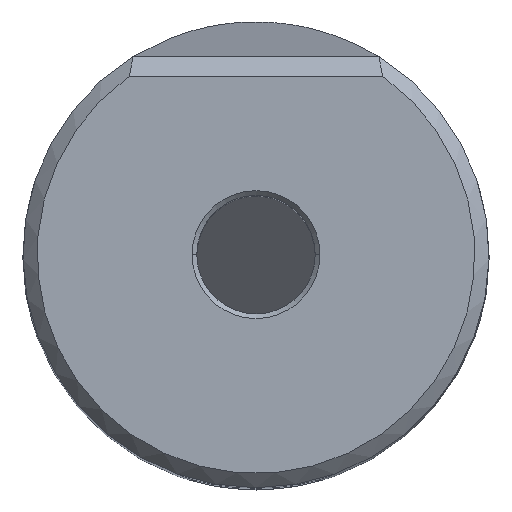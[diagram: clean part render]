
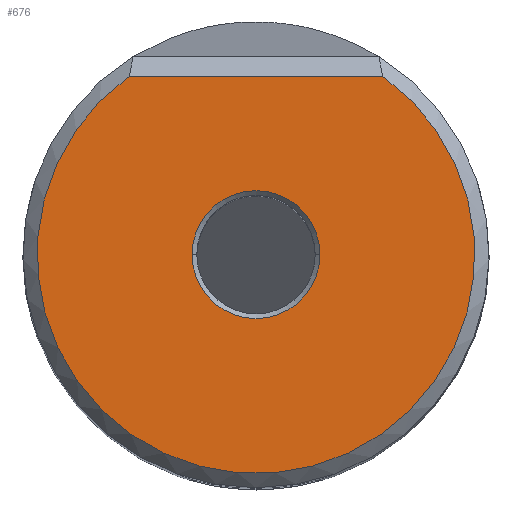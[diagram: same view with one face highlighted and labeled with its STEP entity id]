
A CAD part, top view. The second image highlights one B-rep face of the part: STEP entity #676.
In plain terms, the highlighted planar face has unit normal (0, 0, 1).
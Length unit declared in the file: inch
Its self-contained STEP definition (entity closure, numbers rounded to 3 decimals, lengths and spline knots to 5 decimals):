
#36 = CARTESIAN_POINT ( 'NONE',  ( 0.26749, 0.37684, 0. ) ) ;
#76 = CIRCLE ( 'NONE', #285, 0.135 ) ;
#78 = DIRECTION ( 'NONE',  ( 0., 0., -1. ) ) ;
#90 = CARTESIAN_POINT ( 'NONE',  ( -0.135, 0., 0. ) ) ;
#110 = CIRCLE ( 'NONE', #143, 0.46213 ) ;
#143 = AXIS2_PLACEMENT_3D ( 'NONE', #165, #665, #355 ) ;
#157 = DIRECTION ( 'NONE',  ( 0., 0., -1. ) ) ;
#165 = CARTESIAN_POINT ( 'NONE',  ( 0., 0., 0. ) ) ;
#226 = CARTESIAN_POINT ( 'NONE',  ( 0., 0., 0. ) ) ;
#232 = VECTOR ( 'NONE', #247, 39.37008 ) ;
#233 = DIRECTION ( 'NONE',  ( 0., -1., 0. ) ) ;
#242 = FACE_OUTER_BOUND ( 'NONE', #614, .T. ) ;
#247 = DIRECTION ( 'NONE',  ( -1., 0., 0. ) ) ;
#272 = ORIENTED_EDGE ( 'NONE', *, *, #652, .T. ) ;
#274 = VERTEX_POINT ( 'NONE', #371 ) ;
#285 = AXIS2_PLACEMENT_3D ( 'NONE', #693, #78, #633 ) ;
#288 = DIRECTION ( 'NONE',  ( 0., -1., 0. ) ) ;
#294 = CARTESIAN_POINT ( 'NONE',  ( 0., 0., 0. ) ) ;
#355 = DIRECTION ( 'NONE',  ( 0., -1., 0. ) ) ;
#366 = FACE_BOUND ( 'NONE', #627, .T. ) ;
#371 = CARTESIAN_POINT ( 'NONE',  ( 0.135, 0., 0. ) ) ;
#425 = DIRECTION ( 'NONE',  ( 0., 0., 1. ) ) ;
#453 = EDGE_CURVE ( 'NONE', #544, #274, #76, .T. ) ;
#459 = ORIENTED_EDGE ( 'NONE', *, *, #453, .T. ) ;
#485 = CARTESIAN_POINT ( 'NONE',  ( -0.26749, 0.37684, 0. ) ) ;
#535 = EDGE_CURVE ( 'NONE', #274, #544, #644, .T. ) ;
#544 = VERTEX_POINT ( 'NONE', #90 ) ;
#568 = ORIENTED_EDGE ( 'NONE', *, *, #535, .T. ) ;
#601 = AXIS2_PLACEMENT_3D ( 'NONE', #294, #425, #233 ) ;
#614 = EDGE_LOOP ( 'NONE', ( #623, #272 ) ) ;
#623 = ORIENTED_EDGE ( 'NONE', *, *, #659, .T. ) ;
#627 = EDGE_LOOP ( 'NONE', ( #568, #459 ) ) ;
#633 = DIRECTION ( 'NONE',  ( 0., -1., 0. ) ) ;
#644 = CIRCLE ( 'NONE', #721, 0.135 ) ;
#652 = EDGE_CURVE ( 'NONE', #663, #790, #796, .T. ) ;
#659 = EDGE_CURVE ( 'NONE', #790, #663, #110, .T. ) ;
#663 = VERTEX_POINT ( 'NONE', #36 ) ;
#665 = DIRECTION ( 'NONE',  ( 0., 0., 1. ) ) ;
#676 = ADVANCED_FACE ( 'NONE', ( #366, #242 ), #678, .T. ) ;
#678 = PLANE ( 'NONE',  #601 ) ;
#693 = CARTESIAN_POINT ( 'NONE',  ( 0., 0., 0. ) ) ;
#721 = AXIS2_PLACEMENT_3D ( 'NONE', #226, #157, #288 ) ;
#738 = CARTESIAN_POINT ( 'NONE',  ( 0., 0.37684, 0. ) ) ;
#790 = VERTEX_POINT ( 'NONE', #485 ) ;
#796 = LINE ( 'NONE', #738, #232 ) ;
